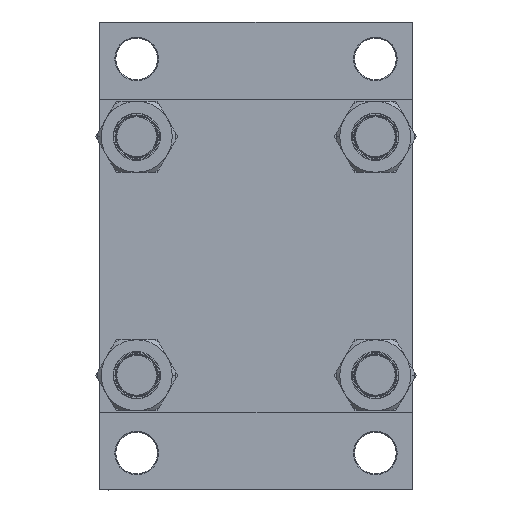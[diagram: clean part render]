
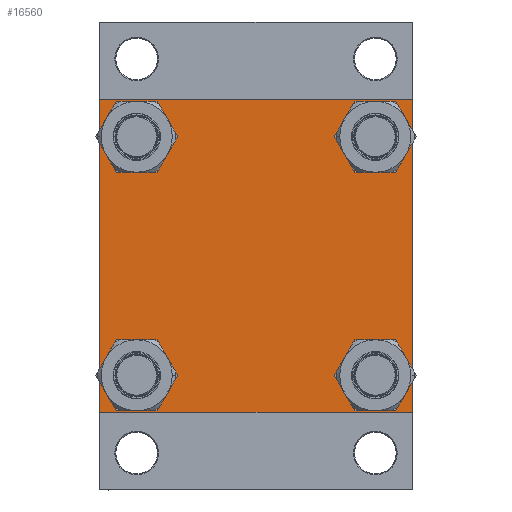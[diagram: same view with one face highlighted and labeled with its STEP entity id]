
A CAD part, left-side view. The second image highlights one B-rep face of the part: STEP entity #16560.
In plain terms, the highlighted planar face has unit normal (-1, 0, 0).
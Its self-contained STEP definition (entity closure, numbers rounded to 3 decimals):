
#88 = VERTEX_POINT ( 'NONE', #46300 ) ;
#556 = LINE ( 'NONE', #40880, #38232 ) ;
#991 = DIRECTION ( 'NONE',  ( 1., 0., 0. ) ) ;
#1191 = CIRCLE ( 'NONE', #8168, 11.5 ) ;
#1294 = EDGE_LOOP ( 'NONE', ( #27566, #23189 ) ) ;
#1665 = CARTESIAN_POINT ( 'NONE',  ( 0., 82., 82.5 ) ) ;
#1748 = DIRECTION ( 'NONE',  ( -1., 0., 0. ) ) ;
#2817 = LINE ( 'NONE', #25271, #29238 ) ;
#2840 = CARTESIAN_POINT ( 'NONE',  ( 0., -82.25, 82.25 ) ) ;
#3640 = EDGE_CURVE ( 'NONE', #21449, #32025, #34754, .T. ) ;
#3710 = LINE ( 'NONE', #29850, #30045 ) ;
#4255 = DIRECTION ( 'NONE',  ( 0., 0., 1. ) ) ;
#4430 = CARTESIAN_POINT ( 'NONE',  ( 0., 62.95, 62.95 ) ) ;
#4473 = CARTESIAN_POINT ( 'NONE',  ( 0., -62.95, 51.45 ) ) ;
#5013 = DIRECTION ( 'NONE',  ( 1., 0., 0. ) ) ;
#5088 = CIRCLE ( 'NONE', #12056, 11.5 ) ;
#5407 = FACE_BOUND ( 'NONE', #1294, .T. ) ;
#5499 = DIRECTION ( 'NONE',  ( 0., 0., 1. ) ) ;
#5533 = CARTESIAN_POINT ( 'NONE',  ( 0., -62.95, 62.95 ) ) ;
#6066 = CIRCLE ( 'NONE', #43540, 11.5 ) ;
#6359 = CARTESIAN_POINT ( 'NONE',  ( 0., 82.5, 82.5 ) ) ;
#6566 = DIRECTION ( 'NONE',  ( 0., 0., 1. ) ) ;
#6691 = CIRCLE ( 'NONE', #37132, 11.5 ) ;
#7289 = CARTESIAN_POINT ( 'NONE',  ( 0., 62.95, 62.95 ) ) ;
#7952 = CARTESIAN_POINT ( 'NONE',  ( 0., 82.25, -82.25 ) ) ;
#8168 = AXIS2_PLACEMENT_3D ( 'NONE', #5533, #34379, #41956 ) ;
#8192 = LINE ( 'NONE', #7952, #41994 ) ;
#8279 = EDGE_LOOP ( 'NONE', ( #23135, #22609, #28576, #44092, #41758, #48047, #32825, #12383 ) ) ;
#8283 = EDGE_LOOP ( 'NONE', ( #29565, #16894 ) ) ;
#8509 = EDGE_CURVE ( 'NONE', #47959, #36854, #37738, .T. ) ;
#8810 = DIRECTION ( 'NONE',  ( 0., 0., 1. ) ) ;
#8898 = VERTEX_POINT ( 'NONE', #29213 ) ;
#9083 = CARTESIAN_POINT ( 'NONE',  ( 0., 62.95, -51.45 ) ) ;
#9778 = LINE ( 'NONE', #6359, #20901 ) ;
#10418 = CARTESIAN_POINT ( 'NONE',  ( 0., 82.5, -82. ) ) ;
#10760 = CARTESIAN_POINT ( 'NONE',  ( 0., -62.95, 62.95 ) ) ;
#11972 = DIRECTION ( 'NONE',  ( 0., 0., 1. ) ) ;
#12007 = EDGE_CURVE ( 'NONE', #36007, #47253, #1191, .T. ) ;
#12056 = AXIS2_PLACEMENT_3D ( 'NONE', #10760, #18331, #18570 ) ;
#12168 = EDGE_CURVE ( 'NONE', #18738, #18787, #2817, .T. ) ;
#12383 = ORIENTED_EDGE ( 'NONE', *, *, #46754, .T. ) ;
#13672 = VERTEX_POINT ( 'NONE', #9083 ) ;
#14719 = EDGE_CURVE ( 'NONE', #47253, #36007, #5088, .T. ) ;
#14939 = DIRECTION ( 'NONE',  ( 0., 0., 1. ) ) ;
#15810 = EDGE_CURVE ( 'NONE', #31980, #18787, #3710, .T. ) ;
#16125 = CIRCLE ( 'NONE', #34878, 11.5 ) ;
#16376 = DIRECTION ( 'NONE',  ( 1., 0., 0. ) ) ;
#16560 = ADVANCED_FACE ( 'NONE', ( #38654, #37745, #31559, #5407, #20293 ), #34074, .T. ) ;
#16894 = ORIENTED_EDGE ( 'NONE', *, *, #33283, .T. ) ;
#17262 = DIRECTION ( 'NONE',  ( 0., 0.707, -0.707 ) ) ;
#17633 = EDGE_CURVE ( 'NONE', #25608, #13672, #35579, .T. ) ;
#17993 = CARTESIAN_POINT ( 'NONE',  ( 0., -62.95, -74.45 ) ) ;
#18331 = DIRECTION ( 'NONE',  ( 1., 0., 0. ) ) ;
#18570 = DIRECTION ( 'NONE',  ( 0., 0., 1. ) ) ;
#18618 = DIRECTION ( 'NONE',  ( 0., -1., 0. ) ) ;
#18738 = VERTEX_POINT ( 'NONE', #36000 ) ;
#18787 = VERTEX_POINT ( 'NONE', #44939 ) ;
#18958 = VERTEX_POINT ( 'NONE', #17993 ) ;
#19145 = AXIS2_PLACEMENT_3D ( 'NONE', #46442, #1748, #4255 ) ;
#19532 = CARTESIAN_POINT ( 'NONE',  ( 0., 62.95, -62.95 ) ) ;
#19612 = EDGE_CURVE ( 'NONE', #36854, #47959, #16125, .T. ) ;
#20037 = DIRECTION ( 'NONE',  ( 1., 0., 0. ) ) ;
#20293 = FACE_OUTER_BOUND ( 'NONE', #8279, .T. ) ;
#20557 = EDGE_LOOP ( 'NONE', ( #29968, #46141 ) ) ;
#20586 = VERTEX_POINT ( 'NONE', #46816 ) ;
#20901 = VECTOR ( 'NONE', #31376, 1000. ) ;
#21157 = LINE ( 'NONE', #2840, #28675 ) ;
#21398 = DIRECTION ( 'NONE',  ( 0., 0.707, 0.707 ) ) ;
#21449 = VERTEX_POINT ( 'NONE', #1665 ) ;
#21548 = EDGE_CURVE ( 'NONE', #31980, #32025, #21157, .T. ) ;
#21795 = EDGE_CURVE ( 'NONE', #20586, #18958, #47405, .T. ) ;
#22082 = EDGE_LOOP ( 'NONE', ( #40756, #34448 ) ) ;
#22410 = EDGE_CURVE ( 'NONE', #36001, #8898, #8192, .T. ) ;
#22609 = ORIENTED_EDGE ( 'NONE', *, *, #22410, .T. ) ;
#23135 = ORIENTED_EDGE ( 'NONE', *, *, #37313, .T. ) ;
#23189 = ORIENTED_EDGE ( 'NONE', *, *, #19612, .T. ) ;
#23257 = CARTESIAN_POINT ( 'NONE',  ( 0., 62.95, -74.45 ) ) ;
#23733 = CARTESIAN_POINT ( 'NONE',  ( 0., 82.5, 82.5 ) ) ;
#25271 = CARTESIAN_POINT ( 'NONE',  ( 0., -82.25, -82.25 ) ) ;
#25608 = VERTEX_POINT ( 'NONE', #23257 ) ;
#25692 = DIRECTION ( 'NONE',  ( 1., 0., 0. ) ) ;
#27026 = CARTESIAN_POINT ( 'NONE',  ( 0., 62.95, 51.45 ) ) ;
#27475 = VECTOR ( 'NONE', #17262, 1000. ) ;
#27566 = ORIENTED_EDGE ( 'NONE', *, *, #8509, .T. ) ;
#28576 = ORIENTED_EDGE ( 'NONE', *, *, #42171, .T. ) ;
#28675 = VECTOR ( 'NONE', #21398, 1000. ) ;
#28747 = EDGE_CURVE ( 'NONE', #13672, #25608, #6691, .T. ) ;
#29213 = CARTESIAN_POINT ( 'NONE',  ( 0., 82., -82.5 ) ) ;
#29238 = VECTOR ( 'NONE', #32636, 1000. ) ;
#29349 = AXIS2_PLACEMENT_3D ( 'NONE', #30570, #16376, #11972 ) ;
#29565 = ORIENTED_EDGE ( 'NONE', *, *, #21795, .T. ) ;
#29765 = DIRECTION ( 'NONE',  ( 1., 0., 0. ) ) ;
#29850 = CARTESIAN_POINT ( 'NONE',  ( 0., -82.5, 82.5 ) ) ;
#29968 = ORIENTED_EDGE ( 'NONE', *, *, #12007, .T. ) ;
#30045 = VECTOR ( 'NONE', #44754, 1000. ) ;
#30570 = CARTESIAN_POINT ( 'NONE',  ( 0., 62.95, -62.95 ) ) ;
#31376 = DIRECTION ( 'NONE',  ( 0., 0., -1. ) ) ;
#31493 = LINE ( 'NONE', #39303, #27475 ) ;
#31510 = AXIS2_PLACEMENT_3D ( 'NONE', #7289, #29765, #6566 ) ;
#31559 = FACE_BOUND ( 'NONE', #22082, .T. ) ;
#31980 = VERTEX_POINT ( 'NONE', #44065 ) ;
#32025 = VERTEX_POINT ( 'NONE', #40654 ) ;
#32636 = DIRECTION ( 'NONE',  ( 0., -0.707, 0.707 ) ) ;
#32825 = ORIENTED_EDGE ( 'NONE', *, *, #3640, .F. ) ;
#33283 = EDGE_CURVE ( 'NONE', #18958, #20586, #6066, .T. ) ;
#34074 = PLANE ( 'NONE',  #19145 ) ;
#34379 = DIRECTION ( 'NONE',  ( 1., 0., 0. ) ) ;
#34448 = ORIENTED_EDGE ( 'NONE', *, *, #17633, .T. ) ;
#34754 = LINE ( 'NONE', #23733, #37565 ) ;
#34878 = AXIS2_PLACEMENT_3D ( 'NONE', #4430, #25692, #14939 ) ;
#35579 = CIRCLE ( 'NONE', #29349, 11.5 ) ;
#36000 = CARTESIAN_POINT ( 'NONE',  ( 0., -82., -82.5 ) ) ;
#36001 = VERTEX_POINT ( 'NONE', #10418 ) ;
#36007 = VERTEX_POINT ( 'NONE', #47572 ) ;
#36854 = VERTEX_POINT ( 'NONE', #27026 ) ;
#37132 = AXIS2_PLACEMENT_3D ( 'NONE', #19532, #991, #42522 ) ;
#37313 = EDGE_CURVE ( 'NONE', #88, #36001, #9778, .T. ) ;
#37542 = DIRECTION ( 'NONE',  ( 0., -0.707, -0.707 ) ) ;
#37565 = VECTOR ( 'NONE', #39147, 1000. ) ;
#37738 = CIRCLE ( 'NONE', #31510, 11.5 ) ;
#37745 = FACE_BOUND ( 'NONE', #8283, .T. ) ;
#38232 = VECTOR ( 'NONE', #18618, 1000. ) ;
#38654 = FACE_BOUND ( 'NONE', #20557, .T. ) ;
#39147 = DIRECTION ( 'NONE',  ( 0., -1., 0. ) ) ;
#39303 = CARTESIAN_POINT ( 'NONE',  ( 0., 82.25, 82.25 ) ) ;
#40654 = CARTESIAN_POINT ( 'NONE',  ( 0., -82., 82.5 ) ) ;
#40756 = ORIENTED_EDGE ( 'NONE', *, *, #28747, .T. ) ;
#40880 = CARTESIAN_POINT ( 'NONE',  ( 0., 82.5, -82.5 ) ) ;
#41758 = ORIENTED_EDGE ( 'NONE', *, *, #15810, .F. ) ;
#41953 = AXIS2_PLACEMENT_3D ( 'NONE', #46525, #5013, #5499 ) ;
#41956 = DIRECTION ( 'NONE',  ( 0., 0., 1. ) ) ;
#41994 = VECTOR ( 'NONE', #37542, 1000. ) ;
#42171 = EDGE_CURVE ( 'NONE', #8898, #18738, #556, .T. ) ;
#42307 = CARTESIAN_POINT ( 'NONE',  ( 0., -62.95, -62.95 ) ) ;
#42522 = DIRECTION ( 'NONE',  ( 0., 0., 1. ) ) ;
#43540 = AXIS2_PLACEMENT_3D ( 'NONE', #42307, #20037, #8810 ) ;
#44065 = CARTESIAN_POINT ( 'NONE',  ( 0., -82.5, 82. ) ) ;
#44092 = ORIENTED_EDGE ( 'NONE', *, *, #12168, .T. ) ;
#44754 = DIRECTION ( 'NONE',  ( 0., 0., -1. ) ) ;
#44939 = CARTESIAN_POINT ( 'NONE',  ( 0., -82.5, -82. ) ) ;
#46141 = ORIENTED_EDGE ( 'NONE', *, *, #14719, .T. ) ;
#46300 = CARTESIAN_POINT ( 'NONE',  ( 0., 82.5, 82. ) ) ;
#46439 = CARTESIAN_POINT ( 'NONE',  ( 0., 62.95, 74.45 ) ) ;
#46442 = CARTESIAN_POINT ( 'NONE',  ( 0., 0., 0. ) ) ;
#46525 = CARTESIAN_POINT ( 'NONE',  ( 0., -62.95, -62.95 ) ) ;
#46754 = EDGE_CURVE ( 'NONE', #21449, #88, #31493, .T. ) ;
#46816 = CARTESIAN_POINT ( 'NONE',  ( 0., -62.95, -51.45 ) ) ;
#47253 = VERTEX_POINT ( 'NONE', #4473 ) ;
#47405 = CIRCLE ( 'NONE', #41953, 11.5 ) ;
#47572 = CARTESIAN_POINT ( 'NONE',  ( 0., -62.95, 74.45 ) ) ;
#47959 = VERTEX_POINT ( 'NONE', #46439 ) ;
#48047 = ORIENTED_EDGE ( 'NONE', *, *, #21548, .T. ) ;
